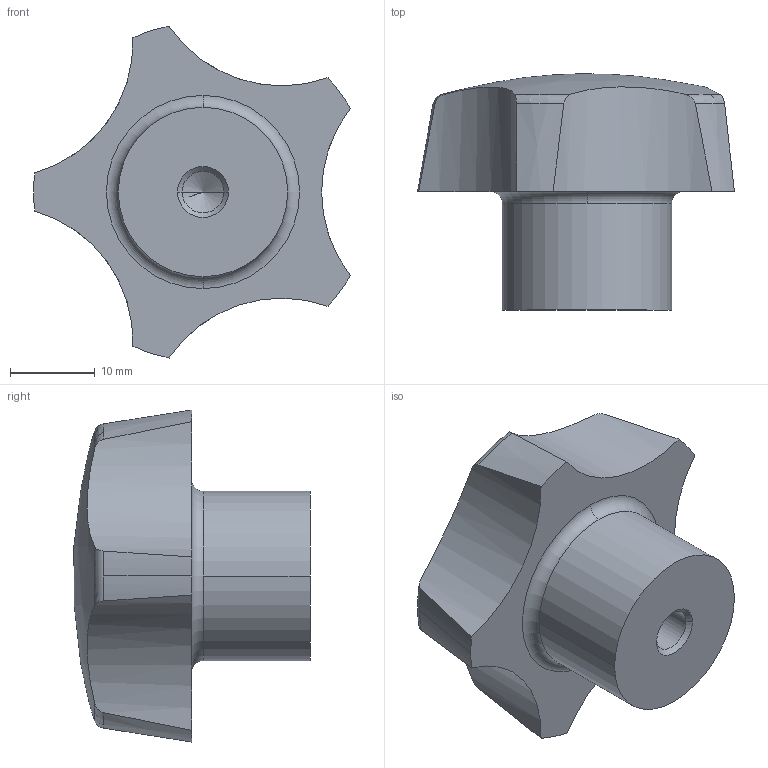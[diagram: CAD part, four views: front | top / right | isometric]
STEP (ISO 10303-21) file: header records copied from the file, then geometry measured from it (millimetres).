
FILE_DESCRIPTION( ( '' ), '1' );
FILE_NAME( 'K0185.4006.stp', '2012-11-01T09:34:29', ( '' ), ( '' ), ' ', ' ', ' ' );
FILE_SCHEMA( ( 'CONFIG_CONTROL_DESIGN' ) );
Length unit declared in the file: millimetre
Products named in the file (1): 1
Bounding box: 37.4 x 27.89 x 39.19 mm (x, y, z)
Volume: 14772 mm3; surface area: 4157.1 mm2
Topology: 1 solids, 1 shells, 29 faces, 75 edges, 48 vertices
Faces by surface type: cone 10, cylinder 9, torus 7, plane 2, sphere 1
Entity records: 1059 total; most frequent: CARTESIAN_POINT 326, DIRECTION 147, ORIENTED_EDGE 146, EDGE_CURVE 73, AXIS2_PLACEMENT_3D 69, VERTEX_POINT 48, CIRCLE 39, EDGE_LOOP 31
